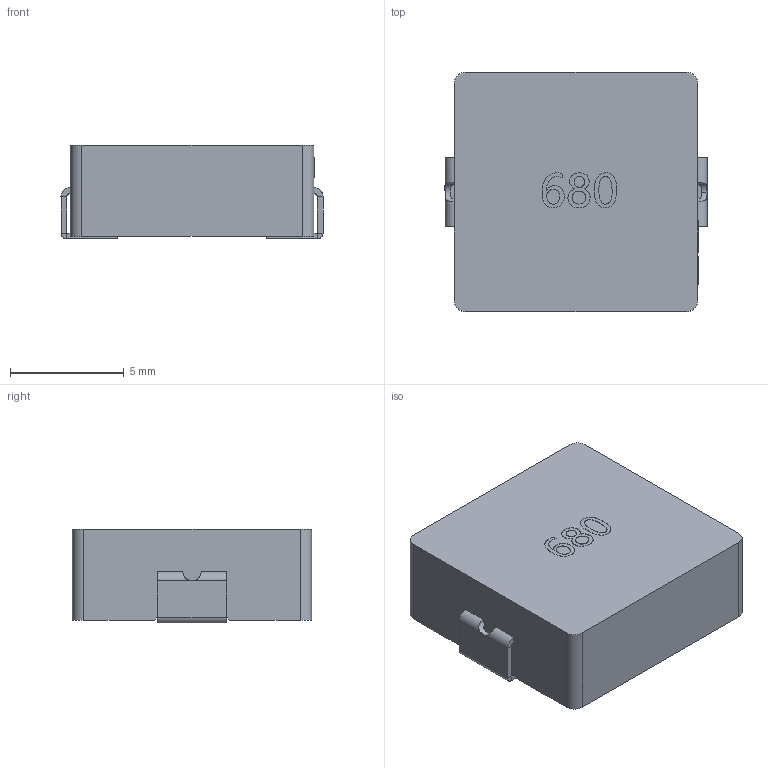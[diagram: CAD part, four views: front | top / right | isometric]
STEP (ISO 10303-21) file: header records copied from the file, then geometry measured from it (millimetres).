
FILE_DESCRIPTION (( 'STEP AP214' ), '1' );
FILE_NAME ('IND-SMD_L11.5-W10.0.STEP', '2022-10-17T10:33:34', ( '' ), ( '' ), 'SwSTEP 2.0', 'SolidWorks 2020', '' );
FILE_SCHEMA (( 'AUTOMOTIVE_DESIGN' ));
Length unit declared in the file: millimetre
Products named in the file (1): IND-SMD_L11.5-W10.0
Bounding box: 11.5 x 10.5 x 4.13 mm (x, y, z)
Surface area: 298 mm2 (no closed solid volume)
Topology: 0 solids, 3 shells, 139 faces, 715 edges, 566 vertices
Faces by surface type: plane 71, bspline 53, cylinder 15
Entity records: 10931 total; most frequent: CARTESIAN_POINT 4624, ORIENTED_EDGE 982, EDGE_CURVE 715, DIRECTION 633, VERTEX_POINT 566, LINE 411, VECTOR 411, B_SPLINE_CURVE_WITH_KNOTS 280
